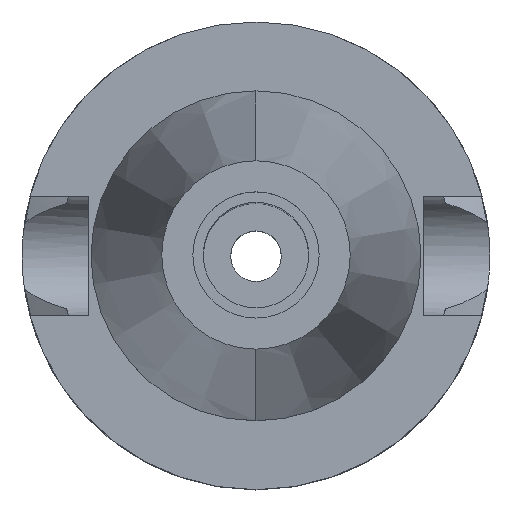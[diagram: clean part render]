
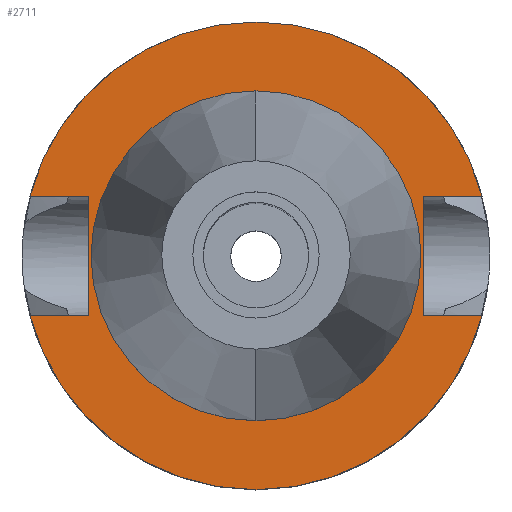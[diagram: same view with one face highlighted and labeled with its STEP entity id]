
A CAD part, top view. The second image highlights one B-rep face of the part: STEP entity #2711.
In plain terms, the highlighted planar face has unit normal (0, 0, 1).
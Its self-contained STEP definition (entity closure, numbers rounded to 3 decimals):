
#94=DIRECTION('',(0.,1.,0.));
#95=VECTOR('',#94,16.1);
#96=CARTESIAN_POINT('',(-22.5,-8.05,-2.));
#97=LINE('',#96,#95);
#101=DIRECTION('',(-1.,0.,0.));
#102=VECTOR('',#101,7.954);
#103=CARTESIAN_POINT('',(-22.5,8.05,-2.));
#104=LINE('',#103,#102);
#108=CARTESIAN_POINT('',(0.,0.,-2.));
#109=DIRECTION('',(0.,0.,-1.));
#110=DIRECTION('',(-0.967,0.256,0.));
#111=AXIS2_PLACEMENT_3D('',#108,#109,#110);
#116=CARTESIAN_POINT('',(0.,0.,-2.));
#117=DIRECTION('',(0.,0.,-1.));
#118=DIRECTION('',(0.,1.,0.));
#119=AXIS2_PLACEMENT_3D('',#116,#117,#118);
#124=DIRECTION('',(0.,-1.,0.));
#125=VECTOR('',#124,16.1);
#126=CARTESIAN_POINT('',(22.5,8.05,-2.));
#127=LINE('',#126,#125);
#131=DIRECTION('',(1.,0.,0.));
#132=VECTOR('',#131,7.954);
#133=CARTESIAN_POINT('',(22.5,-8.05,-2.));
#134=LINE('',#133,#132);
#138=CARTESIAN_POINT('',(0.,0.,-2.));
#139=DIRECTION('',(0.,0.,-1.));
#140=DIRECTION('',(0.967,-0.256,0.));
#141=AXIS2_PLACEMENT_3D('',#138,#139,#140);
#146=CARTESIAN_POINT('',(0.,0.,-2.));
#147=DIRECTION('',(0.,0.,-1.));
#148=DIRECTION('',(0.,-1.,0.));
#149=AXIS2_PLACEMENT_3D('',#146,#147,#148);
#154=CARTESIAN_POINT('',(0.,0.,-2.));
#155=DIRECTION('',(0.,0.,1.));
#156=DIRECTION('',(0.,-1.,0.));
#157=AXIS2_PLACEMENT_3D('',#154,#155,#156);
#162=CARTESIAN_POINT('',(0.,0.,-2.));
#163=DIRECTION('',(0.,0.,1.));
#164=DIRECTION('',(0.,1.,0.));
#165=AXIS2_PLACEMENT_3D('',#162,#163,#164);
#200=DIRECTION('',(-1.,0.,0.));
#201=VECTOR('',#200,7.954);
#202=CARTESIAN_POINT('',(-22.5,-8.05,-2.));
#203=LINE('',#202,#201);
#337=DIRECTION('',(1.,0.,0.));
#338=VECTOR('',#337,7.954);
#339=CARTESIAN_POINT('',(22.5,8.05,-2.));
#340=LINE('',#339,#338);
#2532=CARTESIAN_POINT('',(-22.5,-8.05,-2.));
#2533=VERTEX_POINT('',#2532);
#2534=CARTESIAN_POINT('',(-30.454,-8.05,-2.));
#2535=VERTEX_POINT('',#2534);
#2538=CARTESIAN_POINT('',(-22.5,8.05,-2.));
#2539=VERTEX_POINT('',#2538);
#2540=CARTESIAN_POINT('',(-30.454,8.05,-2.));
#2541=VERTEX_POINT('',#2540);
#2542=CARTESIAN_POINT('',(0.,31.5,-2.));
#2543=CARTESIAN_POINT('',(30.454,8.05,-2.));
#2544=VERTEX_POINT('',#2542);
#2545=VERTEX_POINT('',#2543);
#2546=CARTESIAN_POINT('',(22.5,8.05,-2.));
#2547=VERTEX_POINT('',#2546);
#2548=CARTESIAN_POINT('',(22.5,-8.05,-2.));
#2549=VERTEX_POINT('',#2548);
#2550=CARTESIAN_POINT('',(30.454,-8.05,-2.));
#2551=VERTEX_POINT('',#2550);
#2552=CARTESIAN_POINT('',(0.,-31.5,-2.));
#2553=VERTEX_POINT('',#2552);
#2554=CARTESIAN_POINT('',(0.,-22.225,-2.));
#2555=CARTESIAN_POINT('',(0.,22.225,-2.));
#2556=VERTEX_POINT('',#2554);
#2557=VERTEX_POINT('',#2555);
#2680=CARTESIAN_POINT('',(0.,0.,-2.));
#2681=DIRECTION('',(0.,0.,-1.));
#2682=DIRECTION('',(0.,-1.,0.));
#2683=AXIS2_PLACEMENT_3D('',#2680,#2681,#2682);
#2684=PLANE('',#2683);
#2686=ORIENTED_EDGE('',*,*,#2685,.T.);
#2688=ORIENTED_EDGE('',*,*,#2687,.T.);
#2690=ORIENTED_EDGE('',*,*,#2689,.T.);
#2692=ORIENTED_EDGE('',*,*,#2691,.T.);
#2694=ORIENTED_EDGE('',*,*,#2693,.F.);
#2696=ORIENTED_EDGE('',*,*,#2695,.T.);
#2698=ORIENTED_EDGE('',*,*,#2697,.T.);
#2700=ORIENTED_EDGE('',*,*,#2699,.T.);
#2702=ORIENTED_EDGE('',*,*,#2701,.T.);
#2704=ORIENTED_EDGE('',*,*,#2703,.F.);
#2705=EDGE_LOOP('',(#2686,#2688,#2690,#2692,#2694,#2696,#2698,#2700,#2702,
#2704));
#2706=FACE_OUTER_BOUND('',#2705,.F.);
#2707=ORIENTED_EDGE('',*,*,#2659,.T.);
#2708=ORIENTED_EDGE('',*,*,#2675,.T.);
#2709=EDGE_LOOP('',(#2707,#2708));
#2710=FACE_BOUND('',#2709,.F.);
#112=CIRCLE('',#111,31.5);
#120=CIRCLE('',#119,31.5);
#142=CIRCLE('',#141,31.5);
#150=CIRCLE('',#149,31.5);
#158=CIRCLE('',#157,22.225);
#166=CIRCLE('',#165,22.225);
#2659=EDGE_CURVE('',#2556,#2557,#158,.T.);
#2675=EDGE_CURVE('',#2557,#2556,#166,.T.);
#2685=EDGE_CURVE('',#2533,#2539,#97,.T.);
#2687=EDGE_CURVE('',#2539,#2541,#104,.T.);
#2689=EDGE_CURVE('',#2541,#2544,#112,.T.);
#2691=EDGE_CURVE('',#2544,#2545,#120,.T.);
#2693=EDGE_CURVE('',#2547,#2545,#340,.T.);
#2695=EDGE_CURVE('',#2547,#2549,#127,.T.);
#2697=EDGE_CURVE('',#2549,#2551,#134,.T.);
#2699=EDGE_CURVE('',#2551,#2553,#142,.T.);
#2701=EDGE_CURVE('',#2553,#2535,#150,.T.);
#2703=EDGE_CURVE('',#2533,#2535,#203,.T.);
#2711=ADVANCED_FACE('',(#2706,#2710),#2684,.F.);
